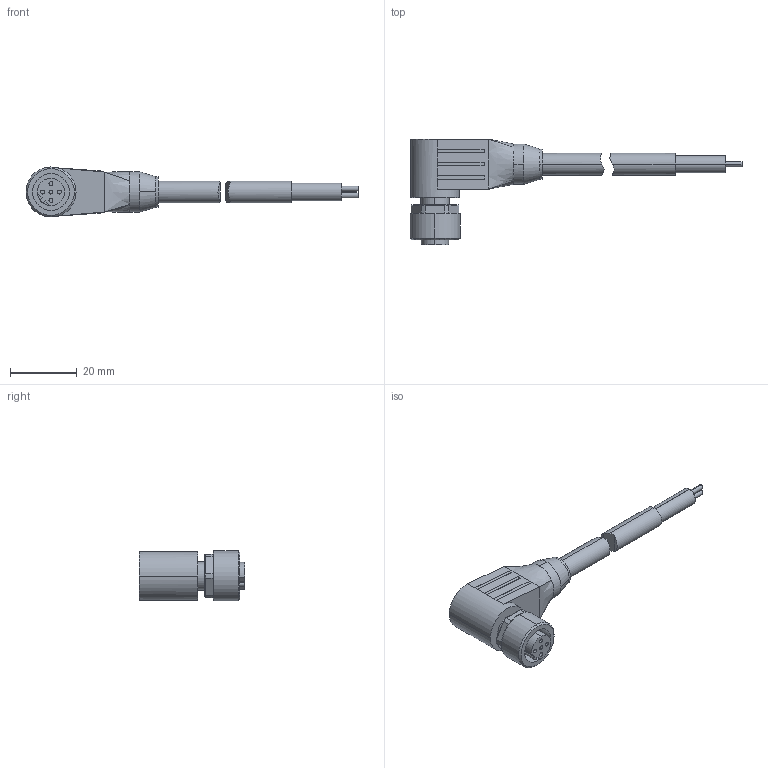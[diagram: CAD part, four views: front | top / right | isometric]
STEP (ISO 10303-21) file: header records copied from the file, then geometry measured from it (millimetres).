
FILE_DESCRIPTION(('STEP AP214'),'1');
FILE_NAME('cctmp_C2AA46FE-0FC6-42D2-8419-752BE310EF83_2023_07_24_18_00_29_0946..stp','2023-07-24T16:00:31',('SIEMENS A&D'),('CADClick - www.CADClick.com'),'Spatial InterOp 3D postprocessed',' ','unknown authorization');
FILE_SCHEMA(('AUTOMOTIVE_DESIGN'));
Length unit declared in the file: millimetre
Products named in the file (3): cc_unnamed; 2023_07_24_18_00_29_0930; 2023_07_24_18_00_29_0899
Assembly tree (2 placements, depth 2):
  cc_unnamed
    2023_07_24_18_00_29_0930
    2023_07_24_18_00_29_0899
Bounding box: 99.6 x 31.7 x 15 mm (x, y, z)
Volume: 9881.1 mm3; surface area: 5031 mm2
Topology: 2 solids, 2 shells, 137 faces, 324 edges, 208 vertices
Faces by surface type: plane 65, cylinder 56, cone 8, bspline 6, torus 2
Entity records: 4811 total; most frequent: CARTESIAN_POINT 1044, DIRECTION 720, ORIENTED_EDGE 648, EDGE_CURVE 324, AXIS2_PLACEMENT_3D 280, VERTEX_POINT 208, LINE 160, VECTOR 160
